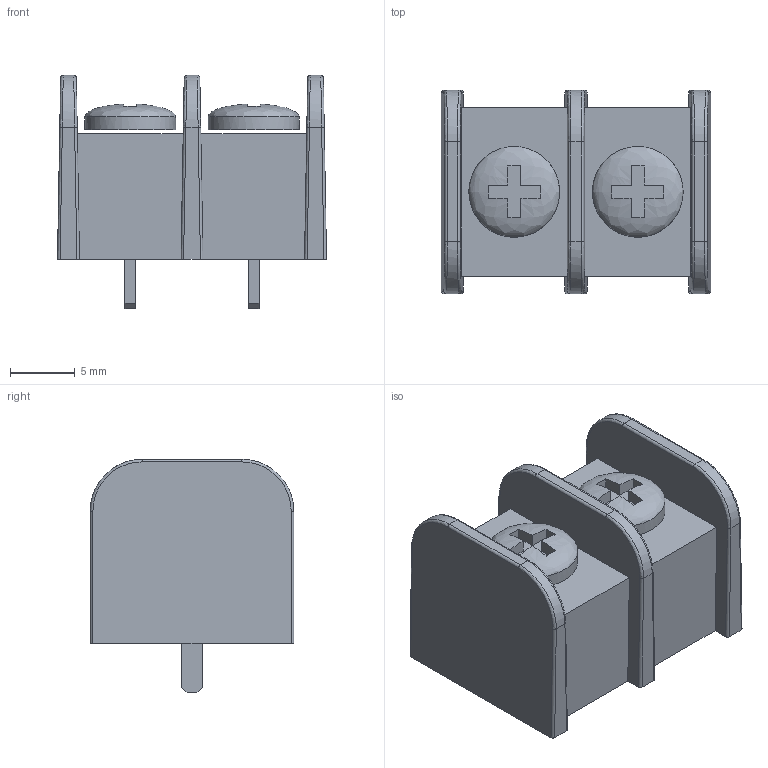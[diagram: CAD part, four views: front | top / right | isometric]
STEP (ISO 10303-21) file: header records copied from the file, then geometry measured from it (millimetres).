
FILE_DESCRIPTION(/* description */ (''),/* implementation_level */ '2;1');
FILE_NAME(/* name */ 'Con-Molex-38710-6302.step',/* time_stamp */ '2026-02-28T14:12:51+01:00',/* author */ (''),/* organization */ (''),/* preprocessor_version */ 'ST-DEVELOPER v20.1',/* originating_system */ 'Autodesk Translation Framework v14.24.0.0',/* authorisation */ '');
FILE_SCHEMA (('AUTOMOTIVE_DESIGN { 1 0 10303 214 3 1 1 }'));
Length unit declared in the file: millimetre
Products named in the file (1): Con-Molex-38710-6302
Bounding box: 20.76 x 15.7 x 18 mm (x, y, z)
Volume: 3085.7 mm3; surface area: 2024.8 mm2
Topology: 5 solids, 5 shells, 106 faces, 262 edges, 166 vertices
Faces by surface type: plane 66, cylinder 26, bspline 14
Full cylindrical faces by diameter (mm): 7 x2
Entity records: 3688 total; most frequent: CARTESIAN_POINT 1175, ORIENTED_EDGE 524, DIRECTION 480, EDGE_CURVE 262, LINE 170, VECTOR 170, VERTEX_POINT 166, AXIS2_PLACEMENT_3D 155
